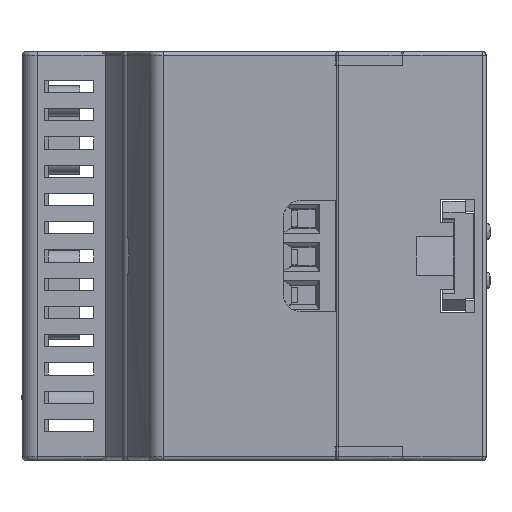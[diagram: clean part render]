
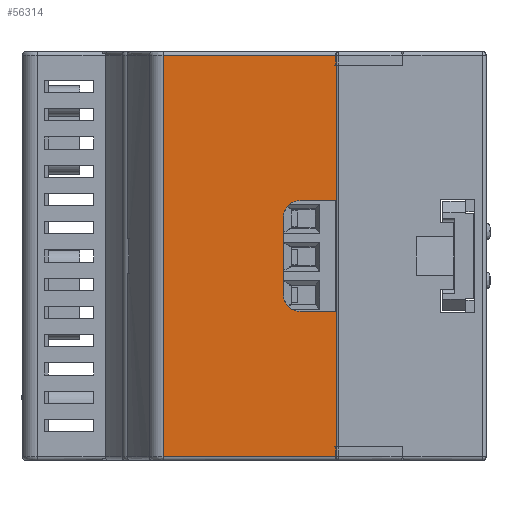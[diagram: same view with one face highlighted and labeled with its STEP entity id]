
A CAD part, left-side view. The second image highlights one B-rep face of the part: STEP entity #56314.
In plain terms, the highlighted planar face has unit normal (-1, 0.018, 0).
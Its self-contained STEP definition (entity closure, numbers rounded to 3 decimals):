
#111 = DIRECTION ( 'NONE',  ( 0., 0., -1. ) ) ;
#3587 = ORIENTED_EDGE ( 'NONE', *, *, #37877, .F. ) ;
#5247 = CARTESIAN_POINT ( 'NONE',  ( -44.85, 13.85, -10.95 ) ) ;
#6596 = EDGE_CURVE ( 'NONE', #111797, #84959, #18691, .T. ) ;
#6722 = DIRECTION ( 'NONE',  ( 0.017, 1., 0. ) ) ;
#9218 = VECTOR ( 'NONE', #73182, 1000. ) ;
#9441 = CARTESIAN_POINT ( 'NONE',  ( -44.728, 20.849, 20.4 ) ) ;
#10717 = CARTESIAN_POINT ( 'NONE',  ( -44.453, 36.571, -10.95 ) ) ;
#13254 = DIRECTION ( 'NONE',  ( 1., -0.017, 0. ) ) ;
#13658 = VECTOR ( 'NONE', #83894, 1000. ) ;
#14473 = DIRECTION ( 'NONE',  ( 0.017, 1., 0. ) ) ;
#16548 = AXIS2_PLACEMENT_3D ( 'NONE', #90157, #24329, #6722 ) ;
#18691 = LINE ( 'NONE', #84473, #113198 ) ;
#19735 = VECTOR ( 'NONE', #80887, 1000. ) ;
#24091 = AXIS2_PLACEMENT_3D ( 'NONE', #96706, #13254, #115527 ) ;
#24279 = CARTESIAN_POINT ( 'NONE',  ( -44.85, 13.85, -16.81 ) ) ;
#24329 = DIRECTION ( 'NONE',  ( -1., 0.017, 0. ) ) ;
#25873 = ORIENTED_EDGE ( 'NONE', *, *, #84228, .F. ) ;
#28266 = EDGE_CURVE ( 'NONE', #72659, #68000, #112739, .T. ) ;
#28268 = CIRCLE ( 'NONE', #16548, 2.2 ) ;
#28832 = ORIENTED_EDGE ( 'NONE', *, *, #52582, .F. ) ;
#29265 = CARTESIAN_POINT ( 'NONE',  ( -44.728, 20.849, -16.81 ) ) ;
#29694 = FACE_OUTER_BOUND ( 'NONE', #106076, .T. ) ;
#30904 = DIRECTION ( 'NONE',  ( -1., 0.017, 0. ) ) ;
#31483 = PLANE ( 'NONE',  #24091 ) ;
#34604 = LINE ( 'NONE', #61932, #19735 ) ;
#35922 = CARTESIAN_POINT ( 'NONE',  ( -44.766, 18.649, 22.6 ) ) ;
#36659 = ORIENTED_EDGE ( 'NONE', *, *, #101916, .F. ) ;
#37468 = CARTESIAN_POINT ( 'NONE',  ( -44.766, 18.649, 8.1 ) ) ;
#37867 = LINE ( 'NONE', #73795, #9218 ) ;
#37877 = EDGE_CURVE ( 'NONE', #108437, #111797, #106556, .T. ) ;
#39132 = ORIENTED_EDGE ( 'NONE', *, *, #65918, .F. ) ;
#44383 = LINE ( 'NONE', #24279, #64614 ) ;
#46121 = LINE ( 'NONE', #46717, #13658 ) ;
#46717 = CARTESIAN_POINT ( 'NONE',  ( -44.408, 39.156, 22.6 ) ) ;
#47008 = VERTEX_POINT ( 'NONE', #77592 ) ;
#48023 = CIRCLE ( 'NONE', #61680, 2.2 ) ;
#52582 = EDGE_CURVE ( 'NONE', #118918, #64032, #46121, .T. ) ;
#54459 = EDGE_CURVE ( 'NONE', #55773, #81934, #34604, .T. ) ;
#54733 = ORIENTED_EDGE ( 'NONE', *, *, #81356, .F. ) ;
#55773 = VERTEX_POINT ( 'NONE', #37468 ) ;
#55786 = DIRECTION ( 'NONE',  ( 0., 0., 1. ) ) ;
#56314 = ADVANCED_FACE ( 'NONE', ( #29694 ), #31483, .F. ) ;
#59722 = DIRECTION ( 'NONE',  ( -0.017, -1., 0. ) ) ;
#61680 = AXIS2_PLACEMENT_3D ( 'NONE', #80201, #30904, #14473 ) ;
#61932 = CARTESIAN_POINT ( 'NONE',  ( -44.408, 39.156, 8.1 ) ) ;
#64032 = VERTEX_POINT ( 'NONE', #35922 ) ;
#64614 = VECTOR ( 'NONE', #98678, 1000. ) ;
#65918 = EDGE_CURVE ( 'NONE', #47008, #118918, #44383, .T. ) ;
#66089 = CARTESIAN_POINT ( 'NONE',  ( -44.85, 13.85, 22.6 ) ) ;
#66498 = ORIENTED_EDGE ( 'NONE', *, *, #118587, .F. ) ;
#68000 = VERTEX_POINT ( 'NONE', #84974 ) ;
#70563 = CARTESIAN_POINT ( 'NONE',  ( -44.408, 39.156, -10.95 ) ) ;
#72659 = VERTEX_POINT ( 'NONE', #9441 ) ;
#73182 = DIRECTION ( 'NONE',  ( 0., 0., -1. ) ) ;
#73795 = CARTESIAN_POINT ( 'NONE',  ( -44.85, 13.85, -16.81 ) ) ;
#77592 = CARTESIAN_POINT ( 'NONE',  ( -44.85, 13.85, 41.65 ) ) ;
#78044 = LINE ( 'NONE', #116394, #94009 ) ;
#80201 = CARTESIAN_POINT ( 'NONE',  ( -44.766, 18.649, 10.3 ) ) ;
#80537 = CARTESIAN_POINT ( 'NONE',  ( -44.85, 13.85, 8.1 ) ) ;
#80887 = DIRECTION ( 'NONE',  ( -0.017, -1., 0. ) ) ;
#81356 = EDGE_CURVE ( 'NONE', #68000, #55773, #48023, .T. ) ;
#81934 = VERTEX_POINT ( 'NONE', #80537 ) ;
#83894 = DIRECTION ( 'NONE',  ( 0.017, 1., 0. ) ) ;
#84228 = EDGE_CURVE ( 'NONE', #84959, #47008, #78044, .T. ) ;
#84473 = CARTESIAN_POINT ( 'NONE',  ( -44.453, 36.571, -16.81 ) ) ;
#84959 = VERTEX_POINT ( 'NONE', #86323 ) ;
#84974 = CARTESIAN_POINT ( 'NONE',  ( -44.728, 20.849, 10.3 ) ) ;
#86323 = CARTESIAN_POINT ( 'NONE',  ( -44.453, 36.571, 41.65 ) ) ;
#86442 = ORIENTED_EDGE ( 'NONE', *, *, #54459, .F. ) ;
#90157 = CARTESIAN_POINT ( 'NONE',  ( -44.766, 18.649, 20.4 ) ) ;
#92599 = ORIENTED_EDGE ( 'NONE', *, *, #28266, .F. ) ;
#94009 = VECTOR ( 'NONE', #59722, 1000. ) ;
#94454 = VECTOR ( 'NONE', #105967, 1000. ) ;
#96706 = CARTESIAN_POINT ( 'NONE',  ( -44.408, 39.156, -16.81 ) ) ;
#98678 = DIRECTION ( 'NONE',  ( 0., 0., -1. ) ) ;
#101916 = EDGE_CURVE ( 'NONE', #64032, #72659, #28268, .T. ) ;
#105967 = DIRECTION ( 'NONE',  ( 0.017, 1., 0. ) ) ;
#106076 = EDGE_LOOP ( 'NONE', ( #28832, #39132, #25873, #106433, #3587, #66498, #86442, #54733, #92599, #36659 ) ) ;
#106433 = ORIENTED_EDGE ( 'NONE', *, *, #6596, .F. ) ;
#106556 = LINE ( 'NONE', #70563, #94454 ) ;
#108437 = VERTEX_POINT ( 'NONE', #5247 ) ;
#111797 = VERTEX_POINT ( 'NONE', #10717 ) ;
#112739 = LINE ( 'NONE', #29265, #118283 ) ;
#113198 = VECTOR ( 'NONE', #55786, 1000. ) ;
#115527 = DIRECTION ( 'NONE',  ( 0.017, 1., 0. ) ) ;
#116394 = CARTESIAN_POINT ( 'NONE',  ( -44.408, 39.156, 41.65 ) ) ;
#118283 = VECTOR ( 'NONE', #111, 1000. ) ;
#118587 = EDGE_CURVE ( 'NONE', #81934, #108437, #37867, .T. ) ;
#118918 = VERTEX_POINT ( 'NONE', #66089 ) ;
